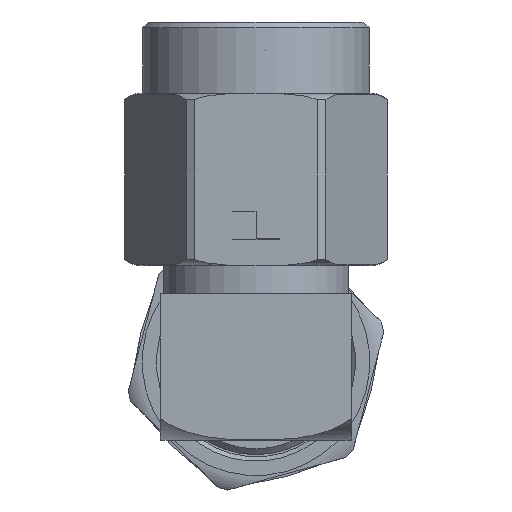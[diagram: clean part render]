
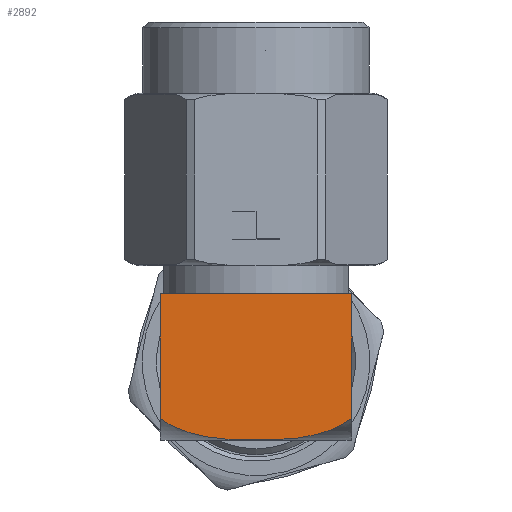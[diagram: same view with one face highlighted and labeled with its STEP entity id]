
A CAD part, front view. The second image highlights one B-rep face of the part: STEP entity #2892.
In plain terms, the highlighted planar face has unit normal (0, -1, 0).
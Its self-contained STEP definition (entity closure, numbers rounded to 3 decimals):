
#42=LINE('',#3910,#110);
#43=LINE('',#3912,#111);
#44=LINE('',#3914,#112);
#110=VECTOR('',#3346,1000.);
#111=VECTOR('',#3347,1000.);
#112=VECTOR('',#3348,1000.);
#178=B_SPLINE_CURVE_WITH_KNOTS('',3,(#3901,#3902,#3903,#3904,#3905,#3906,
#3907),.UNSPECIFIED.,.F.,.F.,(4,1,1,1,4),(0.018,0.02,
0.022,0.023,0.025),.UNSPECIFIED.);
#268=PLANE('',#3060);
#367=ORIENTED_EDGE('',*,*,#856,.F.);
#368=ORIENTED_EDGE('',*,*,#857,.T.);
#369=ORIENTED_EDGE('',*,*,#858,.F.);
#370=ORIENTED_EDGE('',*,*,#859,.F.);
#856=EDGE_CURVE('',#1107,#1108,#178,.T.);
#857=EDGE_CURVE('',#1107,#1109,#42,.T.);
#858=EDGE_CURVE('',#1110,#1109,#43,.T.);
#859=EDGE_CURVE('',#1108,#1110,#44,.T.);
#1107=VERTEX_POINT('',#3908);
#1108=VERTEX_POINT('',#3909);
#1109=VERTEX_POINT('',#3911);
#1110=VERTEX_POINT('',#3913);
#1419=EDGE_LOOP('',(#367,#368,#369,#370));
#1651=FACE_BOUND('',#1419,.T.);
#2892=ADVANCED_FACE('',(#1651),#268,.T.);
#3060=AXIS2_PLACEMENT_3D('',#3900,#3344,#3345);
#3344=DIRECTION('',(0.,-1.,0.));
#3345=DIRECTION('',(1.,0.,0.));
#3346=DIRECTION('',(0.,0.,1.));
#3347=DIRECTION('',(1.,0.,0.));
#3348=DIRECTION('',(0.,0.,1.));
#3900=CARTESIAN_POINT('',(-3.3,-74.91,-2.7));
#3901=CARTESIAN_POINT('',(3.3,-74.91,-1.95));
#3902=CARTESIAN_POINT('',(2.841,-74.91,-2.297));
#3903=CARTESIAN_POINT('',(1.728,-74.91,-2.666));
#3904=CARTESIAN_POINT('',(0.,-74.91,-2.716));
#3905=CARTESIAN_POINT('',(-1.722,-74.91,-2.668));
#3906=CARTESIAN_POINT('',(-2.843,-74.91,-2.295));
#3907=CARTESIAN_POINT('',(-3.3,-74.91,-1.95));
#3908=CARTESIAN_POINT('',(3.3,-74.91,-1.95));
#3909=CARTESIAN_POINT('',(-3.3,-74.91,-1.95));
#3910=CARTESIAN_POINT('',(3.3,-74.91,-2.7));
#3911=CARTESIAN_POINT('',(3.3,-74.91,2.34));
#3912=CARTESIAN_POINT('',(-3.3,-74.91,2.34));
#3913=CARTESIAN_POINT('',(-3.3,-74.91,2.34));
#3914=CARTESIAN_POINT('',(-3.3,-74.91,-2.7));
